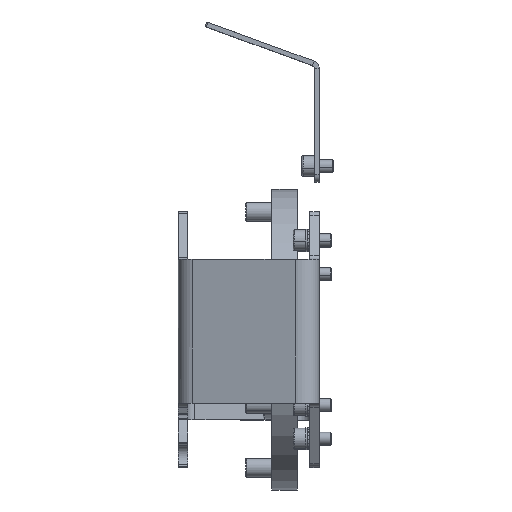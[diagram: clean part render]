
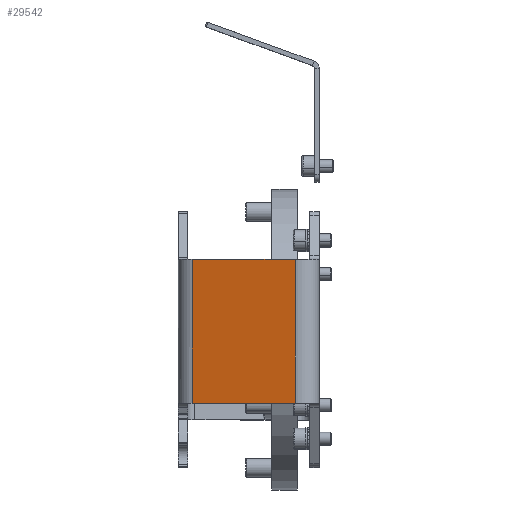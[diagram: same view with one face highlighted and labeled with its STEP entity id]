
A CAD part, top view. The second image highlights one B-rep face of the part: STEP entity #29542.
In plain terms, the highlighted planar face has unit normal (-0.259, 0, 0.966).
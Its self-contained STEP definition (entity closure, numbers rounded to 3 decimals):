
#1648 = EDGE_CURVE ( 'NONE', #29995, #46907, #6883, .T. ) ;
#3185 = DIRECTION ( 'NONE',  ( -0.259, 0., 0.966 ) ) ;
#3725 = AXIS2_PLACEMENT_3D ( 'NONE', #35911, #3185, #32333 ) ;
#3835 = VECTOR ( 'NONE', #39106, 1000. ) ;
#4129 = CARTESIAN_POINT ( 'NONE',  ( -32.596, -40., 125.582 ) ) ;
#5130 = CARTESIAN_POINT ( 'NONE',  ( 13.75, 50., 138. ) ) ;
#5146 = CARTESIAN_POINT ( 'NONE',  ( -32.596, -80., 125.582 ) ) ;
#5383 = LINE ( 'NONE', #5146, #25152 ) ;
#5818 = CARTESIAN_POINT ( 'NONE',  ( -1.356, 80., 133.952 ) ) ;
#6009 = CARTESIAN_POINT ( 'NONE',  ( -65.656, -40., 116.723 ) ) ;
#6287 = ORIENTED_EDGE ( 'NONE', *, *, #11995, .T. ) ;
#6756 = FACE_OUTER_BOUND ( 'NONE', #14047, .T. ) ;
#6883 = LINE ( 'NONE', #21426, #46400 ) ;
#7977 = EDGE_CURVE ( 'NONE', #23288, #31165, #39035, .T. ) ;
#9066 = ORIENTED_EDGE ( 'NONE', *, *, #1648, .F. ) ;
#9263 = VERTEX_POINT ( 'NONE', #4129 ) ;
#11995 = EDGE_CURVE ( 'NONE', #29995, #42381, #20568, .T. ) ;
#14047 = EDGE_LOOP ( 'NONE', ( #26882, #22234, #37229, #34387, #35056, #9066, #6287 ) ) ;
#15124 = DIRECTION ( 'NONE',  ( 0., -1., 0. ) ) ;
#17088 = LINE ( 'NONE', #28075, #3835 ) ;
#17241 = DIRECTION ( 'NONE',  ( 0., -1., 0. ) ) ;
#19667 = DIRECTION ( 'NONE',  ( 0.966, 0., 0.259 ) ) ;
#20568 = CIRCLE ( 'NONE', #31260, 5. ) ;
#21303 = PLANE ( 'NONE',  #3725 ) ;
#21426 = CARTESIAN_POINT ( 'NONE',  ( 13.75, -40., 138. ) ) ;
#21943 = CARTESIAN_POINT ( 'NONE',  ( -33.01, -40., 125.471 ) ) ;
#22229 = VERTEX_POINT ( 'NONE', #22729 ) ;
#22234 = ORIENTED_EDGE ( 'NONE', *, *, #30688, .F. ) ;
#22314 = LINE ( 'NONE', #36932, #40713 ) ;
#22729 = CARTESIAN_POINT ( 'NONE',  ( -65.656, 50., 116.723 ) ) ;
#23288 = VERTEX_POINT ( 'NONE', #42937 ) ;
#24590 = DIRECTION ( 'NONE',  ( 0.966, 0., 0.259 ) ) ;
#24893 = CARTESIAN_POINT ( 'NONE',  ( -1.356, -40., 133.952 ) ) ;
#25152 = VECTOR ( 'NONE', #34755, 1000. ) ;
#25402 = VECTOR ( 'NONE', #17241, 1000. ) ;
#25485 = DIRECTION ( 'NONE',  ( -0.966, 0., -0.259 ) ) ;
#26882 = ORIENTED_EDGE ( 'NONE', *, *, #38996, .F. ) ;
#28075 = CARTESIAN_POINT ( 'NONE',  ( -32.596, -40., 125.582 ) ) ;
#29542 = ADVANCED_FACE ( 'NONE', ( #6756 ), #21303, .T. ) ;
#29995 = VERTEX_POINT ( 'NONE', #21943 ) ;
#30688 = EDGE_CURVE ( 'NONE', #31165, #9263, #17088, .T. ) ;
#30905 = LINE ( 'NONE', #5130, #31623 ) ;
#31165 = VERTEX_POINT ( 'NONE', #24893 ) ;
#31260 = AXIS2_PLACEMENT_3D ( 'NONE', #31783, #43486, #24590 ) ;
#31623 = VECTOR ( 'NONE', #19667, 1000. ) ;
#31783 = CARTESIAN_POINT ( 'NONE',  ( -33.01, -45., 125.471 ) ) ;
#32333 = DIRECTION ( 'NONE',  ( 0.966, 0., 0.259 ) ) ;
#34387 = ORIENTED_EDGE ( 'NONE', *, *, #45256, .F. ) ;
#34755 = DIRECTION ( 'NONE',  ( 0., -1., 0. ) ) ;
#35056 = ORIENTED_EDGE ( 'NONE', *, *, #35866, .T. ) ;
#35866 = EDGE_CURVE ( 'NONE', #22229, #46907, #22314, .T. ) ;
#35911 = CARTESIAN_POINT ( 'NONE',  ( 13.75, 80., 138. ) ) ;
#36932 = CARTESIAN_POINT ( 'NONE',  ( -65.656, 80., 116.723 ) ) ;
#37229 = ORIENTED_EDGE ( 'NONE', *, *, #7977, .F. ) ;
#38996 = EDGE_CURVE ( 'NONE', #9263, #42381, #5383, .T. ) ;
#39035 = LINE ( 'NONE', #5818, #25402 ) ;
#39106 = DIRECTION ( 'NONE',  ( -0.966, 0., -0.259 ) ) ;
#39949 = CARTESIAN_POINT ( 'NONE',  ( -32.596, -40.018, 125.582 ) ) ;
#40713 = VECTOR ( 'NONE', #15124, 1000. ) ;
#42381 = VERTEX_POINT ( 'NONE', #39949 ) ;
#42937 = CARTESIAN_POINT ( 'NONE',  ( -1.356, 50., 133.952 ) ) ;
#43486 = DIRECTION ( 'NONE',  ( 0.259, 0., -0.966 ) ) ;
#45256 = EDGE_CURVE ( 'NONE', #22229, #23288, #30905, .T. ) ;
#46400 = VECTOR ( 'NONE', #25485, 1000. ) ;
#46907 = VERTEX_POINT ( 'NONE', #6009 ) ;
